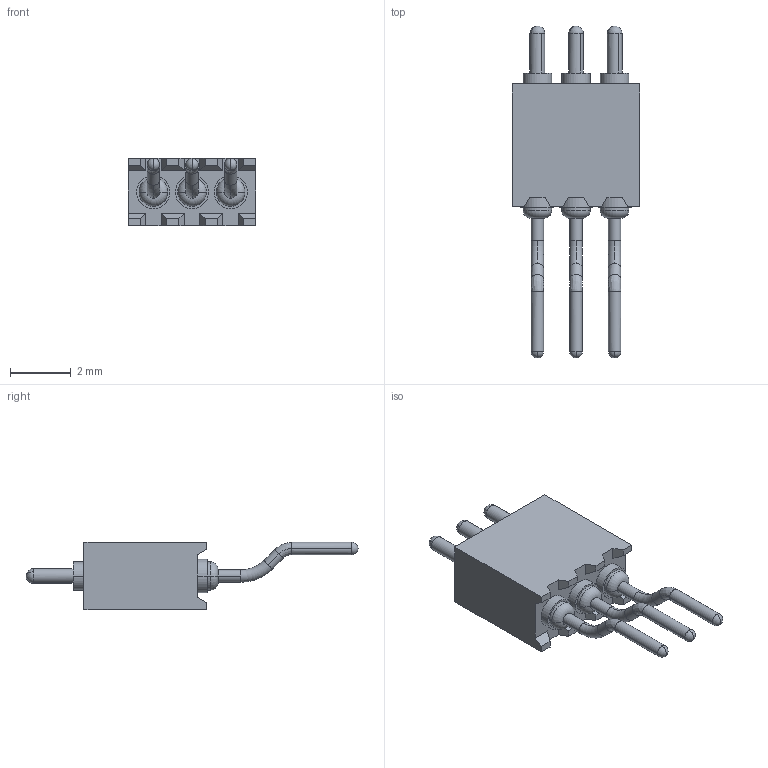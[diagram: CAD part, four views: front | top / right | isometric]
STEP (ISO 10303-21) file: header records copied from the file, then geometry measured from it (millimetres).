
FILE_DESCRIPTION (( 'STEP AP203' ), '1' );
FILE_NAME ('mill-max-854-22-003-40-001101.STEP', '2021-01-07T16:45:34', ( '' ), ( '' ), 'SwSTEP 2.0', 'SolidWorks 2020', '' );
FILE_SCHEMA (( 'CONFIG_CONTROL_DESIGN' ));
Length unit declared in the file: inch
Products named in the file (3): mill-max-854-22-003-40-001101_P8XX-18-013-02-000000_P803-18-013-02-000000; mill-max-854-22-003-40-001101; mill-max-854-22-003-40-001101_0985-2_default
Assembly tree (4 placements, depth 2):
  mill-max-854-22-003-40-001101
    mill-max-854-22-003-40-001101_P8XX-18-013-02-000000_P803-18-013-02-000000
    mill-max-854-22-003-40-001101_0985-2_default  x3
Bounding box: 4.19 x 10.91 x 2.21 mm (x, y, z)
Volume: 38.4 mm3; surface area: 173.8 mm2
Topology: 4 solids, 4 shells, 142 faces, 354 edges, 220 vertices
Faces by surface type: cylinder 54, plane 46, torus 12, sphere 12, cone 12, bspline 6
Entity records: 3151 total; most frequent: CARTESIAN_POINT 925, DIRECTION 404, ORIENTED_EDGE 380, EDGE_CURVE 190, AXIS2_PLACEMENT_3D 141, VERTEX_POINT 124, LINE 122, VECTOR 122
